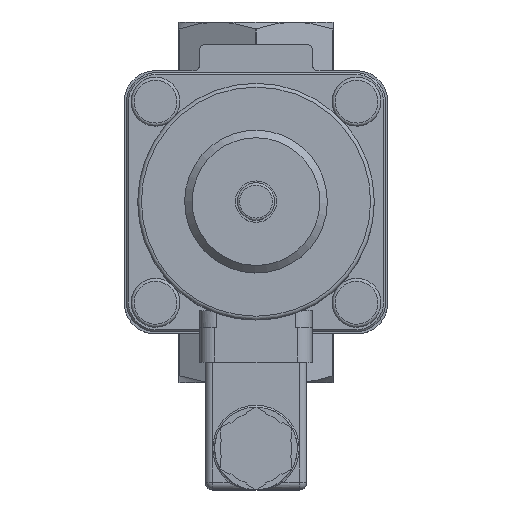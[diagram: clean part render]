
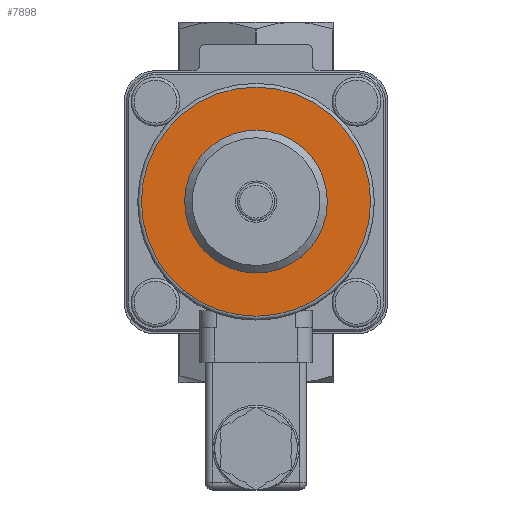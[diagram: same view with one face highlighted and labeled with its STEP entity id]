
A CAD part, top view. The second image highlights one B-rep face of the part: STEP entity #7898.
In plain terms, the highlighted planar face has unit normal (0, 0, 1).
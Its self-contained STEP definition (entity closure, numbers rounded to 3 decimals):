
#593=FACE_BOUND('',#1409,.T.);
#923=FACE_OUTER_BOUND('',#1408,.T.);
#1408=EDGE_LOOP('',(#6272));
#1409=EDGE_LOOP('',(#6273));
#2740=CIRCLE('',#8468,19.);
#2798=CIRCLE('',#8603,30.5);
#3309=VERTEX_POINT('',#13978);
#3438=VERTEX_POINT('',#14532);
#4218=EDGE_CURVE('',#3309,#3309,#2740,.T.);
#4418=EDGE_CURVE('',#3438,#3438,#2798,.T.);
#6272=ORIENTED_EDGE('',*,*,#4418,.F.);
#6273=ORIENTED_EDGE('',*,*,#4218,.T.);
#7076=PLANE('',#8602);
#7898=ADVANCED_FACE('',(#923,#593),#7076,.T.);
#8468=AXIS2_PLACEMENT_3D('',#13979,#9897,#9898);
#8602=AXIS2_PLACEMENT_3D('',#14531,#10299,#10300);
#8603=AXIS2_PLACEMENT_3D('',#14533,#10301,#10302);
#9897=DIRECTION('center_axis',(0.,0.,
-1.));
#9898=DIRECTION('ref_axis',(0.014,1.,0.));
#10299=DIRECTION('center_axis',(0.,0.,
1.));
#10300=DIRECTION('ref_axis',(-1.,0.,0.));
#10301=DIRECTION('center_axis',(0.,0.,
-1.));
#10302=DIRECTION('ref_axis',(0.,-1.,0.));
#13978=CARTESIAN_POINT('',(-0.274,-18.998,119.7));
#13979=CARTESIAN_POINT('Origin',(0.,0.,
119.7));
#14531=CARTESIAN_POINT('Origin',(0.,-22.25,119.7));
#14532=CARTESIAN_POINT('',(0.,-30.5,119.7));
#14533=CARTESIAN_POINT('Origin',(0.,0.,
119.7));
